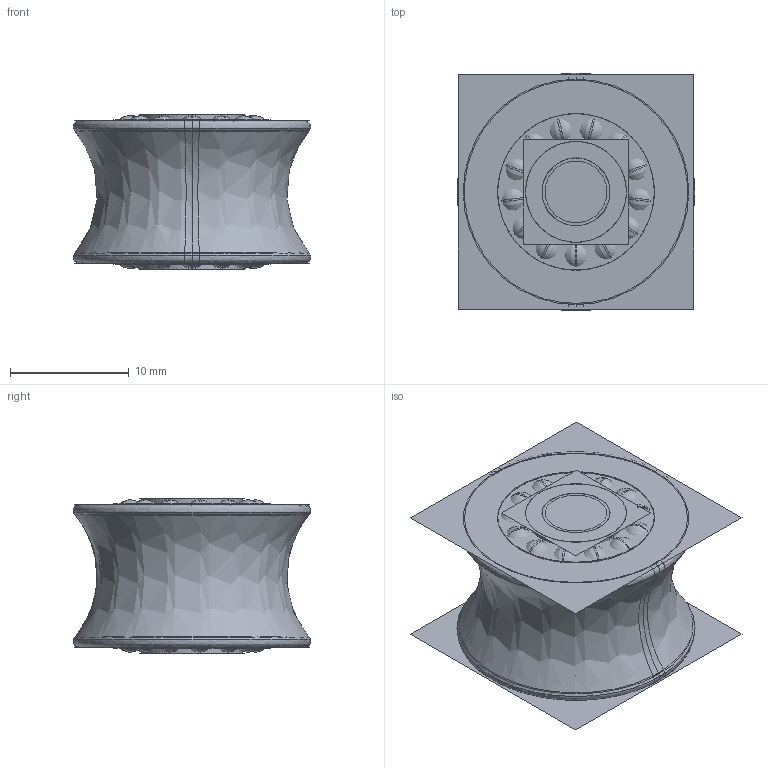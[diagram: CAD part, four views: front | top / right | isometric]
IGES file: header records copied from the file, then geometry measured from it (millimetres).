
Start section:  PTC IGES file: a2087-5.igs
Global section: file name: a2087-5.igs; native system: Creo Parametric by PTC Inc.; preprocessor: 2023072; author: ElwellD; organization: Unknown; date: 20240605.112821; units: millimetre
Bounding box: 20 x 20.02 x 13.04 mm (x, y, z)
Surface area: 5508.3 mm2 (no closed solid volume)
Topology: 0 solids, 0 shells, 180 faces, 1780 edges, 2228 vertices
Faces by surface type: revolution 168, bspline 12
